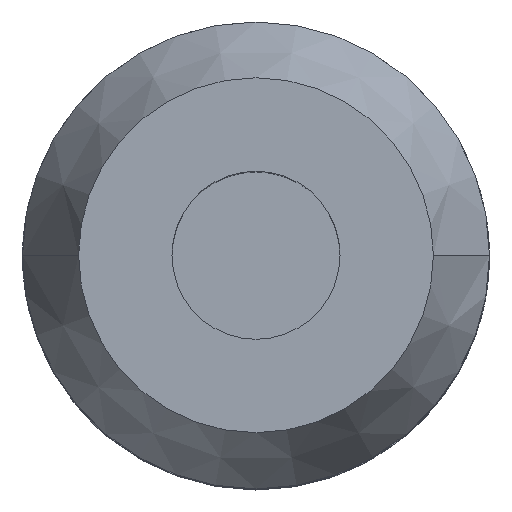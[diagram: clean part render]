
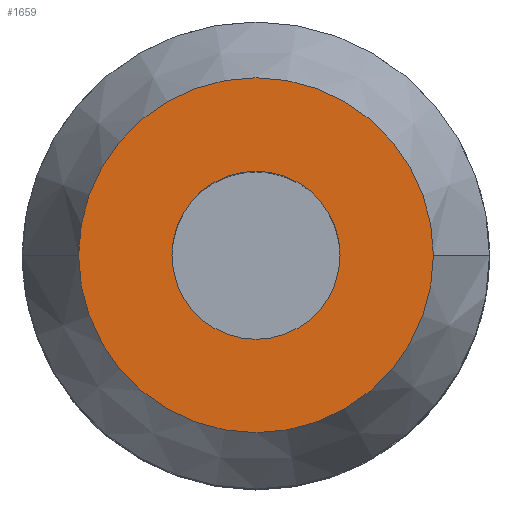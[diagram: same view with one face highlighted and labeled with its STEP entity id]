
A CAD part, top view. The second image highlights one B-rep face of the part: STEP entity #1659.
In plain terms, the highlighted planar face has unit normal (0, 0, 1).
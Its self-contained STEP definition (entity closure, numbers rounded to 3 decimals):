
#209 = EDGE_LOOP ( 'NONE', ( #1935, #2390 ) ) ;
#265 = PLANE ( 'NONE',  #305 ) ;
#270 = CIRCLE ( 'NONE', #1038, 19. ) ;
#305 = AXIS2_PLACEMENT_3D ( 'NONE', #1237, #2965, #996 ) ;
#544 = CARTESIAN_POINT ( 'NONE',  ( 0., 0., 80. ) ) ;
#594 = ORIENTED_EDGE ( 'NONE', *, *, #1843, .T. ) ;
#612 = AXIS2_PLACEMENT_3D ( 'NONE', #1314, #3024, #1547 ) ;
#653 = FACE_BOUND ( 'NONE', #1316, .T. ) ;
#911 = AXIS2_PLACEMENT_3D ( 'NONE', #2633, #1610, #3116 ) ;
#996 = DIRECTION ( 'NONE',  ( -1., 0., 0. ) ) ;
#1038 = AXIS2_PLACEMENT_3D ( 'NONE', #544, #1303, #2298 ) ;
#1049 = CIRCLE ( 'NONE', #1942, 19. ) ;
#1106 = CARTESIAN_POINT ( 'NONE',  ( 19., 0., 80. ) ) ;
#1225 = VERTEX_POINT ( 'NONE', #2575 ) ;
#1237 = CARTESIAN_POINT ( 'NONE',  ( 0., 19., 80. ) ) ;
#1303 = DIRECTION ( 'NONE',  ( 0., 0., 1. ) ) ;
#1314 = CARTESIAN_POINT ( 'NONE',  ( 0., 0., 80. ) ) ;
#1316 = EDGE_LOOP ( 'NONE', ( #594, #1936 ) ) ;
#1547 = DIRECTION ( 'NONE',  ( -1., 0., 0. ) ) ;
#1610 = DIRECTION ( 'NONE',  ( 0., 0., -1. ) ) ;
#1632 = CIRCLE ( 'NONE', #612, 9. ) ;
#1659 = ADVANCED_FACE ( 'NONE', ( #653, #2500 ), #265, .F. ) ;
#1741 = DIRECTION ( 'NONE',  ( 1., 0., 0. ) ) ;
#1811 = VERTEX_POINT ( 'NONE', #2087 ) ;
#1843 = EDGE_CURVE ( 'NONE', #1811, #1225, #2190, .T. ) ;
#1935 = ORIENTED_EDGE ( 'NONE', *, *, #2412, .T. ) ;
#1936 = ORIENTED_EDGE ( 'NONE', *, *, #2620, .T. ) ;
#1942 = AXIS2_PLACEMENT_3D ( 'NONE', #2981, #2723, #1741 ) ;
#2074 = EDGE_CURVE ( 'NONE', #2586, #3049, #270, .T. ) ;
#2087 = CARTESIAN_POINT ( 'NONE',  ( -9., 0., 80. ) ) ;
#2190 = CIRCLE ( 'NONE', #911, 9. ) ;
#2298 = DIRECTION ( 'NONE',  ( 1., 0., 0. ) ) ;
#2390 = ORIENTED_EDGE ( 'NONE', *, *, #2074, .T. ) ;
#2412 = EDGE_CURVE ( 'NONE', #3049, #2586, #1049, .T. ) ;
#2500 = FACE_OUTER_BOUND ( 'NONE', #209, .T. ) ;
#2575 = CARTESIAN_POINT ( 'NONE',  ( 9., 0., 80. ) ) ;
#2586 = VERTEX_POINT ( 'NONE', #1106 ) ;
#2620 = EDGE_CURVE ( 'NONE', #1225, #1811, #1632, .T. ) ;
#2633 = CARTESIAN_POINT ( 'NONE',  ( 0., 0., 80. ) ) ;
#2723 = DIRECTION ( 'NONE',  ( 0., 0., 1. ) ) ;
#2965 = DIRECTION ( 'NONE',  ( 0., 0., -1. ) ) ;
#2981 = CARTESIAN_POINT ( 'NONE',  ( 0., 0., 80. ) ) ;
#2998 = CARTESIAN_POINT ( 'NONE',  ( -19., 0., 80. ) ) ;
#3024 = DIRECTION ( 'NONE',  ( 0., 0., -1. ) ) ;
#3049 = VERTEX_POINT ( 'NONE', #2998 ) ;
#3116 = DIRECTION ( 'NONE',  ( -1., 0., 0. ) ) ;
